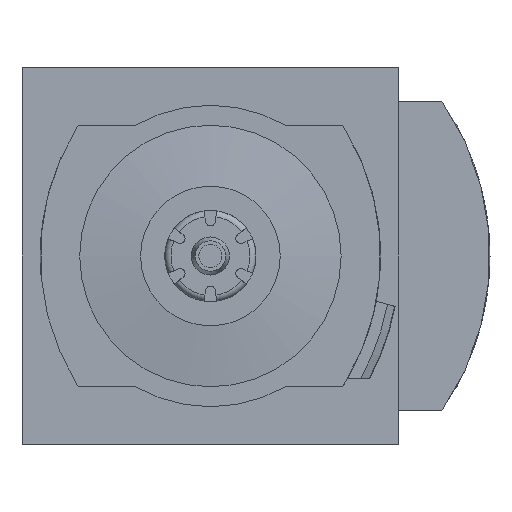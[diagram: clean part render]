
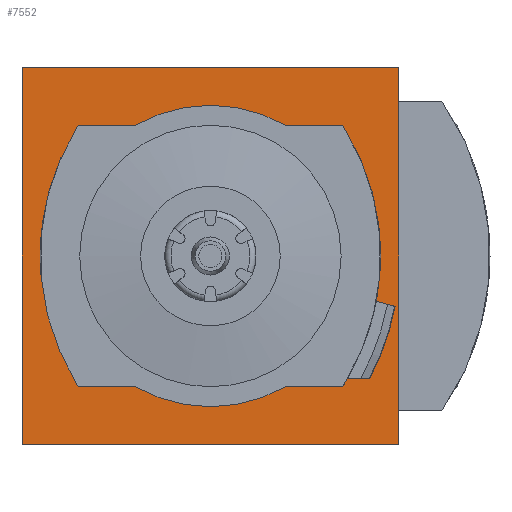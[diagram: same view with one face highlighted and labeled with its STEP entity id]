
A CAD part, front view. The second image highlights one B-rep face of the part: STEP entity #7552.
In plain terms, the highlighted planar face has unit normal (0, -1, 0).
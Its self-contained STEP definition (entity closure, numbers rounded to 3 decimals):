
#122=PLANE('',#7916);
#507=LINE('',#10499,#1106);
#508=LINE('',#10502,#1107);
#509=LINE('',#10504,#1108);
#510=LINE('',#10506,#1109);
#511=LINE('',#10507,#1110);
#512=LINE('',#10511,#1111);
#513=LINE('',#10514,#1112);
#514=LINE('',#10518,#1113);
#515=LINE('',#10523,#1114);
#516=LINE('',#10527,#1115);
#1106=VECTOR('',#8734,1000.);
#1107=VECTOR('',#8735,1000.);
#1108=VECTOR('',#8736,1000.);
#1109=VECTOR('',#8737,1000.);
#1110=VECTOR('',#8738,1000.);
#1111=VECTOR('',#8741,1000.);
#1112=VECTOR('',#8744,1000.);
#1113=VECTOR('',#8747,1000.);
#1114=VECTOR('',#8752,1000.);
#1115=VECTOR('',#8755,1000.);
#1530=CIRCLE('',#7908,40.);
#1532=CIRCLE('',#7910,40.);
#1536=CIRCLE('',#7915,40.);
#1537=CIRCLE('',#7917,41.2);
#1538=CIRCLE('',#7918,0.5);
#1539=CIRCLE('',#7919,24.8);
#1540=CIRCLE('',#7920,0.5);
#1541=CIRCLE('',#7921,0.5);
#1542=CIRCLE('',#7922,24.8);
#1543=CIRCLE('',#7923,0.5);
#2042=ORIENTED_EDGE('',*,*,#3598,.F.);
#2043=ORIENTED_EDGE('',*,*,#3599,.F.);
#2044=ORIENTED_EDGE('',*,*,#3600,.F.);
#2045=ORIENTED_EDGE('',*,*,#3601,.F.);
#2046=ORIENTED_EDGE('',*,*,#3587,.T.);
#2047=ORIENTED_EDGE('',*,*,#3602,.F.);
#2048=ORIENTED_EDGE('',*,*,#3603,.F.);
#2049=ORIENTED_EDGE('',*,*,#3604,.F.);
#2050=ORIENTED_EDGE('',*,*,#3583,.T.);
#2051=ORIENTED_EDGE('',*,*,#3605,.T.);
#2052=ORIENTED_EDGE('',*,*,#3606,.T.);
#2053=ORIENTED_EDGE('',*,*,#3607,.T.);
#2054=ORIENTED_EDGE('',*,*,#3608,.T.);
#2055=ORIENTED_EDGE('',*,*,#3609,.T.);
#2056=ORIENTED_EDGE('',*,*,#3595,.T.);
#2057=ORIENTED_EDGE('',*,*,#3610,.T.);
#2058=ORIENTED_EDGE('',*,*,#3611,.T.);
#2059=ORIENTED_EDGE('',*,*,#3612,.T.);
#2060=ORIENTED_EDGE('',*,*,#3613,.T.);
#2061=ORIENTED_EDGE('',*,*,#3614,.T.);
#3583=EDGE_CURVE('',#4362,#4361,#1530,.T.);
#3587=EDGE_CURVE('',#4358,#4365,#1532,.T.);
#3595=EDGE_CURVE('',#4370,#4373,#1536,.T.);
#3598=EDGE_CURVE('',#4374,#4375,#507,.T.);
#3599=EDGE_CURVE('',#4376,#4374,#508,.T.);
#3600=EDGE_CURVE('',#4377,#4376,#509,.T.);
#3601=EDGE_CURVE('',#4375,#4377,#510,.T.);
#3602=EDGE_CURVE('',#4378,#4365,#511,.T.);
#3603=EDGE_CURVE('',#4379,#4378,#1537,.F.);
#3604=EDGE_CURVE('',#4362,#4379,#512,.T.);
#3605=EDGE_CURVE('',#4361,#4380,#1538,.T.);
#3606=EDGE_CURVE('',#4380,#4381,#513,.T.);
#3607=EDGE_CURVE('',#4381,#4382,#1539,.T.);
#3608=EDGE_CURVE('',#4382,#4383,#514,.T.);
#3609=EDGE_CURVE('',#4383,#4370,#1540,.T.);
#3610=EDGE_CURVE('',#4373,#4384,#1541,.T.);
#3611=EDGE_CURVE('',#4384,#4385,#515,.T.);
#3612=EDGE_CURVE('',#4385,#4386,#1542,.T.);
#3613=EDGE_CURVE('',#4386,#4387,#516,.T.);
#3614=EDGE_CURVE('',#4387,#4358,#1543,.T.);
#4358=VERTEX_POINT('',#10464);
#4361=VERTEX_POINT('',#10469);
#4362=VERTEX_POINT('',#10471);
#4365=VERTEX_POINT('',#10477);
#4370=VERTEX_POINT('',#10489);
#4373=VERTEX_POINT('',#10494);
#4374=VERTEX_POINT('',#10500);
#4375=VERTEX_POINT('',#10501);
#4376=VERTEX_POINT('',#10503);
#4377=VERTEX_POINT('',#10505);
#4378=VERTEX_POINT('',#10508);
#4379=VERTEX_POINT('',#10510);
#4380=VERTEX_POINT('',#10513);
#4381=VERTEX_POINT('',#10515);
#4382=VERTEX_POINT('',#10517);
#4383=VERTEX_POINT('',#10519);
#4384=VERTEX_POINT('',#10522);
#4385=VERTEX_POINT('',#10524);
#4386=VERTEX_POINT('',#10526);
#4387=VERTEX_POINT('',#10528);
#4856=EDGE_LOOP('',(#2042,#2043,#2044,#2045));
#4857=EDGE_LOOP('',(#2046,#2047,#2048,#2049,#2050,#2051,#2052,#2053,#2054,
#2055,#2056,#2057,#2058,#2059,#2060,#2061));
#5213=FACE_BOUND('',#4856,.T.);
#5214=FACE_BOUND('',#4857,.T.);
#7552=ADVANCED_FACE('',(#5213,#5214),#122,.F.);
#7908=AXIS2_PLACEMENT_3D('',#10470,#8708,#8709);
#7910=AXIS2_PLACEMENT_3D('',#10478,#8714,#8715);
#7915=AXIS2_PLACEMENT_3D('',#10495,#8728,#8729);
#7916=AXIS2_PLACEMENT_3D('',#10498,#8732,#8733);
#7917=AXIS2_PLACEMENT_3D('',#10509,#8739,#8740);
#7918=AXIS2_PLACEMENT_3D('',#10512,#8742,#8743);
#7919=AXIS2_PLACEMENT_3D('',#10516,#8745,#8746);
#7920=AXIS2_PLACEMENT_3D('',#10520,#8748,#8749);
#7921=AXIS2_PLACEMENT_3D('',#10521,#8750,#8751);
#7922=AXIS2_PLACEMENT_3D('',#10525,#8753,#8754);
#7923=AXIS2_PLACEMENT_3D('',#10529,#8756,#8757);
#8708=DIRECTION('',(0.,1.,0.));
#8709=DIRECTION('',(1.,0.,0.));
#8714=DIRECTION('',(0.,1.,0.));
#8715=DIRECTION('',(1.,0.,0.));
#8728=DIRECTION('',(0.,1.,0.));
#8729=DIRECTION('',(1.,0.,0.));
#8732=DIRECTION('',(0.,1.,0.));
#8733=DIRECTION('',(0.,0.,1.));
#8734=DIRECTION('',(-1.,0.,0.));
#8735=DIRECTION('',(0.,0.,-1.));
#8736=DIRECTION('',(1.,0.,0.));
#8737=DIRECTION('',(0.,0.,1.));
#8738=DIRECTION('',(-0.966,0.,0.259));
#8739=DIRECTION('',(0.,1.,0.));
#8740=DIRECTION('',(0.,0.,1.));
#8741=DIRECTION('',(1.,0.,0.));
#8742=DIRECTION('',(0.,1.,0.));
#8743=DIRECTION('',(1.,0.,0.));
#8744=DIRECTION('',(-1.,0.,0.));
#8745=DIRECTION('',(0.,1.,0.));
#8746=DIRECTION('',(1.,0.,0.));
#8747=DIRECTION('',(-1.,0.,0.));
#8748=DIRECTION('',(0.,1.,0.));
#8749=DIRECTION('',(1.,0.,0.));
#8750=DIRECTION('',(0.,1.,0.));
#8751=DIRECTION('',(1.,0.,0.));
#8752=DIRECTION('',(1.,0.,0.));
#8753=DIRECTION('',(0.,1.,0.));
#8754=DIRECTION('',(1.,0.,0.));
#8755=DIRECTION('',(1.,0.,0.));
#8756=DIRECTION('',(0.,1.,0.));
#8757=DIRECTION('',(1.,0.,0.));
#10464=CARTESIAN_POINT('',(21.879,-45.5,21.266));
#10469=CARTESIAN_POINT('',(21.879,-45.5,-21.266));
#10470=CARTESIAN_POINT('',(-12.,-45.5,0.));
#10471=CARTESIAN_POINT('',(22.554,-45.5,-20.15));
#10477=CARTESIAN_POINT('',(27.298,-45.5,-7.463));
#10478=CARTESIAN_POINT('',(-12.,-45.5,0.));
#10489=CARTESIAN_POINT('',(-21.879,-45.5,-21.266));
#10494=CARTESIAN_POINT('',(-21.879,-45.5,21.266));
#10495=CARTESIAN_POINT('',(12.,-45.5,0.));
#10498=CARTESIAN_POINT('',(0.,-45.5,0.));
#10499=CARTESIAN_POINT('',(31.,-45.5,-31.));
#10500=CARTESIAN_POINT('',(31.,-45.5,-31.));
#10501=CARTESIAN_POINT('',(-31.,-45.5,-31.));
#10502=CARTESIAN_POINT('',(31.,-45.5,31.));
#10503=CARTESIAN_POINT('',(31.,-45.5,31.));
#10504=CARTESIAN_POINT('',(-31.,-45.5,31.));
#10505=CARTESIAN_POINT('',(-31.,-45.5,31.));
#10506=CARTESIAN_POINT('',(-31.,-45.5,-31.));
#10507=CARTESIAN_POINT('',(30.42,-45.5,-8.3));
#10508=CARTESIAN_POINT('',(28.46,-45.5,-7.775));
#10509=CARTESIAN_POINT('',(-12.,-45.5,0.));
#10510=CARTESIAN_POINT('',(23.936,-45.5,-20.15));
#10511=CARTESIAN_POINT('',(0.,-45.5,-20.15));
#10512=CARTESIAN_POINT('',(21.455,-45.5,-21.));
#10513=CARTESIAN_POINT('',(21.455,-45.5,-21.5));
#10514=CARTESIAN_POINT('',(21.455,-45.5,-21.5));
#10515=CARTESIAN_POINT('',(12.361,-45.5,-21.5));
#10516=CARTESIAN_POINT('',(0.,-45.5,0.));
#10517=CARTESIAN_POINT('',(-12.361,-45.5,-21.5));
#10518=CARTESIAN_POINT('',(-12.361,-45.5,-21.5));
#10519=CARTESIAN_POINT('',(-21.455,-45.5,-21.5));
#10520=CARTESIAN_POINT('',(-21.455,-45.5,-21.));
#10521=CARTESIAN_POINT('',(-21.455,-45.5,21.));
#10522=CARTESIAN_POINT('',(-21.455,-45.5,21.5));
#10523=CARTESIAN_POINT('',(-21.455,-45.5,21.5));
#10524=CARTESIAN_POINT('',(-12.361,-45.5,21.5));
#10525=CARTESIAN_POINT('',(0.,-45.5,0.));
#10526=CARTESIAN_POINT('',(12.361,-45.5,21.5));
#10527=CARTESIAN_POINT('',(12.361,-45.5,21.5));
#10528=CARTESIAN_POINT('',(21.455,-45.5,21.5));
#10529=CARTESIAN_POINT('',(21.455,-45.5,21.));
